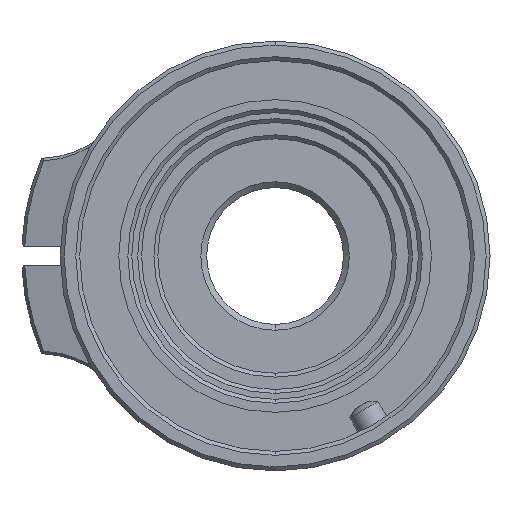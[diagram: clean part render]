
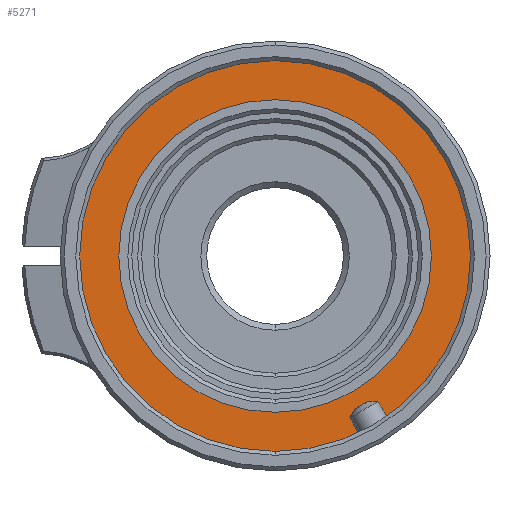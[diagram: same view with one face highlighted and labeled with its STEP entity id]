
A CAD part, left-side view. The second image highlights one B-rep face of the part: STEP entity #5271.
In plain terms, the highlighted planar face has unit normal (-1, 0, 0).
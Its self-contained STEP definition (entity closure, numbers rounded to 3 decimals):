
#497 = DIRECTION ( 'NONE',  ( -1., 0., 0. ) ) ;
#596 = ORIENTED_EDGE ( 'NONE', *, *, #6255, .F. ) ;
#978 = ORIENTED_EDGE ( 'NONE', *, *, #2505, .T. ) ;
#1017 = FACE_OUTER_BOUND ( 'NONE', #2827, .T. ) ;
#1272 = EDGE_CURVE ( 'NONE', #1948, #6768, #4982, .T. ) ;
#1911 = VERTEX_POINT ( 'NONE', #7233 ) ;
#1948 = VERTEX_POINT ( 'NONE', #3675 ) ;
#2183 = CARTESIAN_POINT ( 'NONE',  ( -15.83, 0., 0. ) ) ;
#2505 = EDGE_CURVE ( 'NONE', #1911, #7576, #2691, .T. ) ;
#2691 = CIRCLE ( 'NONE', #3222, 15.35 ) ;
#2827 = EDGE_LOOP ( 'NONE', ( #978, #7572 ) ) ;
#3222 = AXIS2_PLACEMENT_3D ( 'NONE', #6569, #7683, #3437 ) ;
#3309 = DIRECTION ( 'NONE',  ( -1., 0., 0. ) ) ;
#3437 = DIRECTION ( 'NONE',  ( 0., 0., 1. ) ) ;
#3475 = CARTESIAN_POINT ( 'NONE',  ( -15.83, 15.35, 0. ) ) ;
#3675 = CARTESIAN_POINT ( 'NONE',  ( -15.83, 0., -12. ) ) ;
#3963 = DIRECTION ( 'NONE',  ( 0., 0., 1. ) ) ;
#4105 = AXIS2_PLACEMENT_3D ( 'NONE', #3475, #4680, #6005 ) ;
#4207 = ORIENTED_EDGE ( 'NONE', *, *, #1272, .F. ) ;
#4380 = DIRECTION ( 'NONE',  ( -1., 0., 0. ) ) ;
#4680 = DIRECTION ( 'NONE',  ( 1., 0., 0. ) ) ;
#4902 = CARTESIAN_POINT ( 'NONE',  ( -15.83, 0., 0. ) ) ;
#4982 = CIRCLE ( 'NONE', #7593, 12. ) ;
#4985 = DIRECTION ( 'NONE',  ( 0., 0., 1. ) ) ;
#5147 = EDGE_LOOP ( 'NONE', ( #596, #4207 ) ) ;
#5271 = ADVANCED_FACE ( 'NONE', ( #7731, #1017 ), #5302, .F. ) ;
#5292 = CIRCLE ( 'NONE', #5505, 15.35 ) ;
#5302 = PLANE ( 'NONE',  #4105 ) ;
#5505 = AXIS2_PLACEMENT_3D ( 'NONE', #2183, #3309, #3963 ) ;
#5521 = CARTESIAN_POINT ( 'NONE',  ( -15.83, 0., 12. ) ) ;
#6005 = DIRECTION ( 'NONE',  ( 0., 0., -1. ) ) ;
#6255 = EDGE_CURVE ( 'NONE', #6768, #1948, #7808, .T. ) ;
#6569 = CARTESIAN_POINT ( 'NONE',  ( -15.83, 0., 0. ) ) ;
#6768 = VERTEX_POINT ( 'NONE', #5521 ) ;
#6882 = EDGE_CURVE ( 'NONE', #7576, #1911, #5292, .T. ) ;
#6962 = CARTESIAN_POINT ( 'NONE',  ( -15.83, 0., 0. ) ) ;
#7233 = CARTESIAN_POINT ( 'NONE',  ( -15.83, 0., 15.35 ) ) ;
#7357 = AXIS2_PLACEMENT_3D ( 'NONE', #6962, #4380, #4985 ) ;
#7567 = CARTESIAN_POINT ( 'NONE',  ( -15.83, 0., -15.35 ) ) ;
#7572 = ORIENTED_EDGE ( 'NONE', *, *, #6882, .T. ) ;
#7576 = VERTEX_POINT ( 'NONE', #7567 ) ;
#7593 = AXIS2_PLACEMENT_3D ( 'NONE', #4902, #497, #7864 ) ;
#7683 = DIRECTION ( 'NONE',  ( -1., 0., 0. ) ) ;
#7731 = FACE_BOUND ( 'NONE', #5147, .T. ) ;
#7808 = CIRCLE ( 'NONE', #7357, 12. ) ;
#7864 = DIRECTION ( 'NONE',  ( 0., 0., 1. ) ) ;
